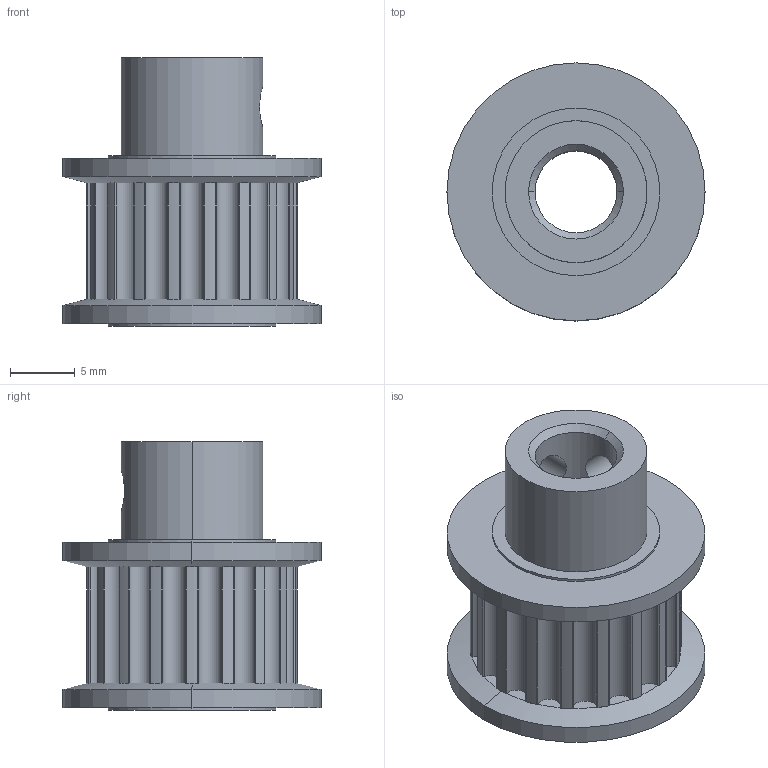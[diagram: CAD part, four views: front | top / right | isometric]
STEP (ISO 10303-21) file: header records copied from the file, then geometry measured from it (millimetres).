
FILE_DESCRIPTION (( 'STEP AP214' ), '1' );
FILE_NAME ('4333240000295.STEP', '2018-01-17T02:06:24', ( '13' ), ( '' ), 'SwSTEP 2.0', 'SolidWorks 2012', '' );
FILE_SCHEMA (( 'AUTOMOTIVE_DESIGN' ));
Length unit declared in the file: millimetre
Products named in the file (1): 4333240000295
Bounding box: 20 x 20 x 20.8 mm (x, y, z)
Volume: 2874.9 mm3; surface area: 2355.3 mm2
Topology: 1 solids, 1 shells, 174 faces, 429 edges, 258 vertices
Faces by surface type: cylinder 89, plane 77, cone 8
Entity records: 5529 total; most frequent: DIRECTION 1093, CARTESIAN_POINT 1074, ORIENTED_EDGE 858, AXIS2_PLACEMENT_3D 497, EDGE_CURVE 429, CIRCLE 322, VERTEX_POINT 258, EDGE_LOOP 181
